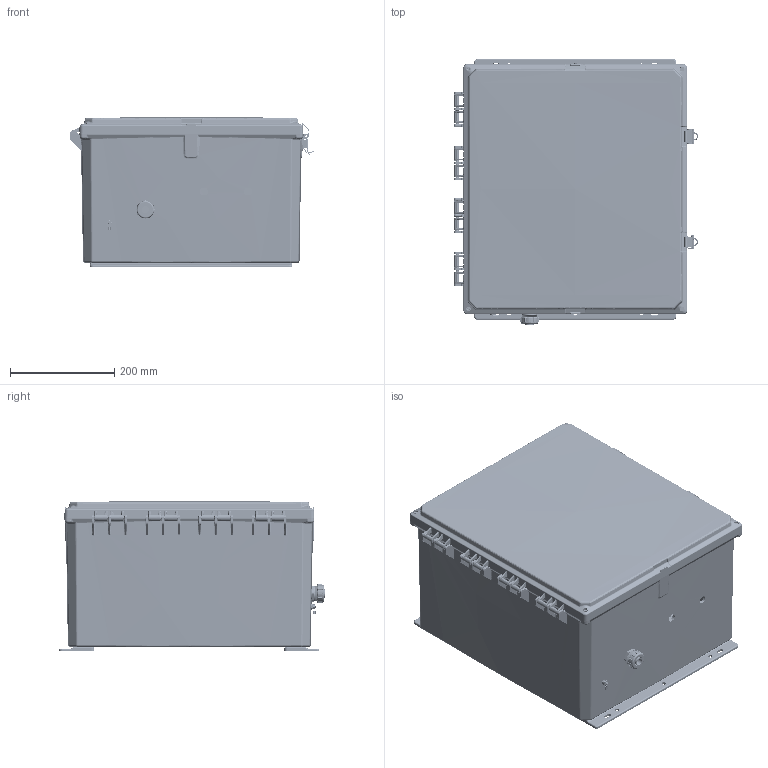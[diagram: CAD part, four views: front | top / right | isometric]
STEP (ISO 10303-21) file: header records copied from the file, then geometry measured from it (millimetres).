
FILE_DESCRIPTION (( 'STEP AP214' ), '1' );
FILE_NAME ('TEWPC181610-02.step', '2020-06-23T04:57:49', ( '' ), ( '' ), 'SwSTEP 2.0', 'SolidWorks 2018', '' );
FILE_SCHEMA (( 'AUTOMOTIVE_DESIGN' ));
Length unit declared in the file: inch
Products named in the file (18): XCT-0010; NBPC181610_Latch; XNBWPC181610-01; XFS-0026; XCT-0011; XFW-0002; XCT-0005; Integra-Bottom Insert; NBWPC181610_box assy; XC-0003; NBWPC181610; NBPC181610_Box; Integra-Upper Insert; XFN-0003; XFS-0020_91735A827; TEWPC181610-02; NBPC181610_16IN-MNT-FLANGE; NBPC18-W-LID
Assembly tree (33 placements, depth 5):
  TEWPC181610-02
    XNBWPC181610-01
      NBWPC181610
        NBWPC181610_box assy
          NBPC181610_Box
          Integra-Bottom Insert  x4
          Integra-Upper Insert  x4
        NBPC18-W-LID
        NBPC181610_Latch  x2
        NBPC181610_16IN-MNT-FLANGE  x2
    XCT-0010
    XFS-0026
    XFW-0002  x5
    XFN-0003  x2
    XCT-0005
    XC-0003
    XCT-0011
    XFS-0020_91735A827  x4
Bounding box: 469.2 x 510.55 x 290.07 mm (x, y, z)
Volume: 5329651.9 mm3; surface area: 2049096.5 mm2
Topology: 34 solids, 35 shells, 7363 faces, 18082 edges, 10368 vertices
Faces by surface type: cylinder 2658, bspline 2026, plane 1696, cone 821, torus 154, sphere 8
Entity records: 237911 total; most frequent: CARTESIAN_POINT 127852, ORIENTED_EDGE 24686, DIRECTION 17284, EDGE_CURVE 12343, VERTEX_POINT 7249, AXIS2_PLACEMENT_3D 6385, EDGE_LOOP 5390, ADVANCED_FACE 5208
